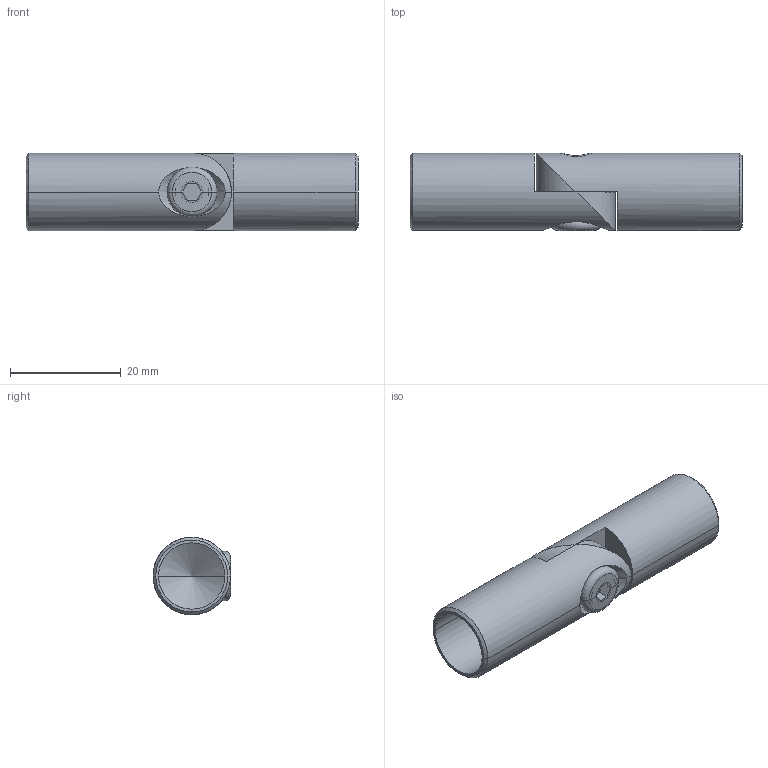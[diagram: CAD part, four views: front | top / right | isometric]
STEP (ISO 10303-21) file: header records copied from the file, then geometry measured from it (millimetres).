
FILE_DESCRIPTION((''),'2;1');
FILE_NAME('2838','2022-02-08T10:23:32',('Gogel'),('Gerresheimer Regensburg GmbH'),'CREO PARAMETRIC BY PTC INC, 2018420','CREO PARAMETRIC BY PTC INC, 2018420','');
FILE_SCHEMA(('AUTOMOTIVE_DESIGN { 1 0 10303 214 1 1 1 1 }'));
Length unit declared in the file: millimetre
Products named in the file (1): 2838
Bounding box: 60 x 14.08 x 14 mm (x, y, z)
Volume: 4619.5 mm3; surface area: 5405.3 mm2
Topology: 2 solids, 4 shells, 51 faces, 118 edges, 70 vertices
Faces by surface type: cylinder 20, plane 15, cone 12, torus 2, bspline 2
Entity records: 2089 total; most frequent: CARTESIAN_POINT 557, DIRECTION 278, ORIENTED_EDGE 220, EDGE_CURVE 114, AXIS2_PLACEMENT_3D 107, VERTEX_POINT 70, VECTOR 61, LINE 61
